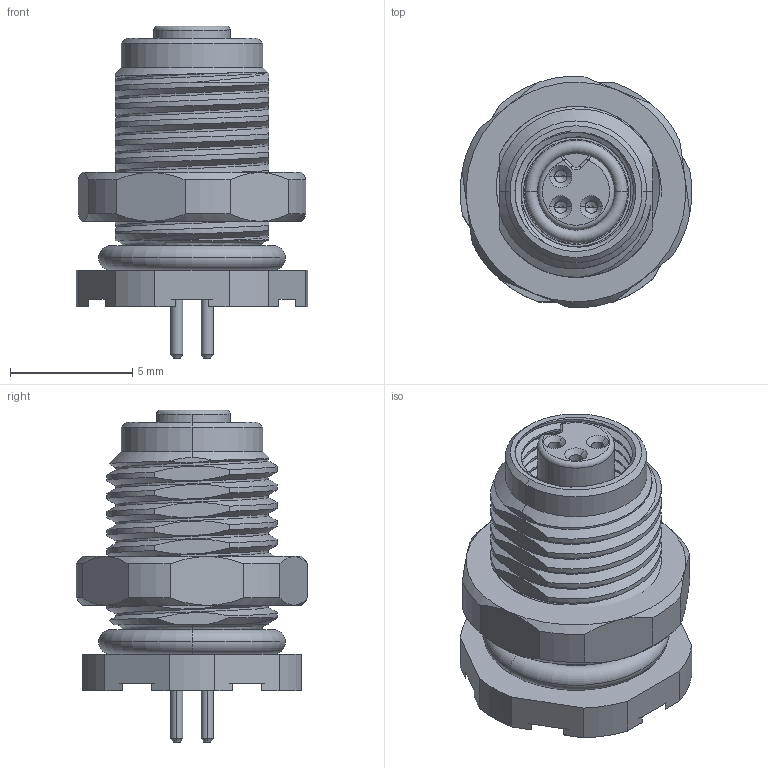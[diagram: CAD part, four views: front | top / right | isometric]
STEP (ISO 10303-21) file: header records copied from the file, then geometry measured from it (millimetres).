
FILE_DESCRIPTION((''),'2;1');
FILE_NAME('HOUSING-FEMALE-4P-000A14_3','2025-08-24T',('gongcheng16'),(''),'PRO/ENGINEER BY PARAMETRIC TECHNOLOGY CORPORATION, 2010280','PRO/ENGINEER BY PARAMETRIC TECHNOLOGY CORPORATION, 2010280','');
FILE_SCHEMA(('CONFIG_CONTROL_DESIGN'));
Products named in the file (1): HOUSING-FEMALE-4P-000A14_3
Bounding box: 9.48 x 9.48 x 13.6 mm (x, y, z)
Volume: 52.3 mm3; surface area: 5534.7 mm2
Topology: 1 solids, 65 shells, 1224 faces, 3493 edges, 2302 vertices
Faces by surface type: cylinder 421, plane 419, cone 244, bspline 92, torus 48
Entity records: 74057 total; most frequent: CARTESIAN_POINT 44284, ORIENTED_EDGE 6386, DIRECTION 5571, EDGE_CURVE 3487, VERTEX_POINT 2302, AXIS2_PLACEMENT_3D 2173, EDGE_LOOP 1294, VECTOR 1225
